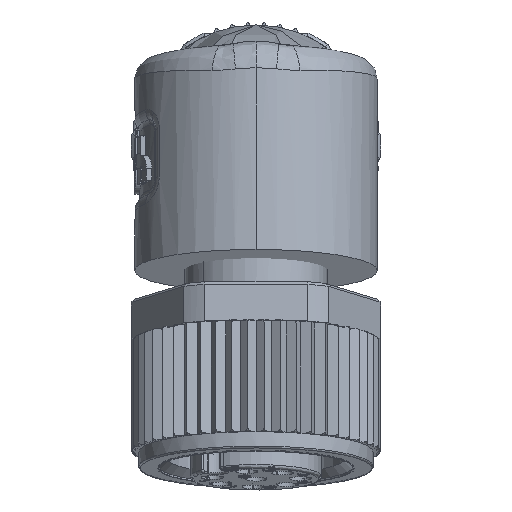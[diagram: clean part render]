
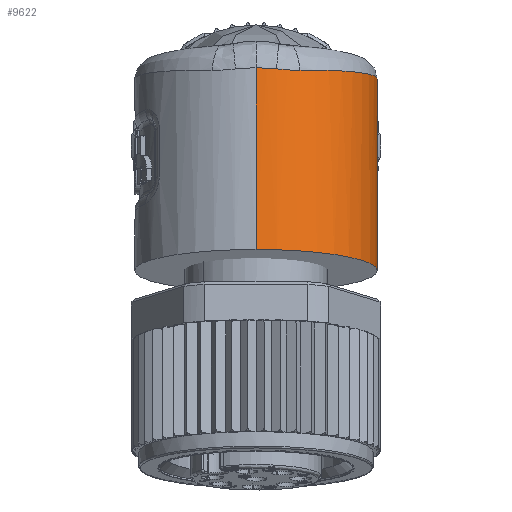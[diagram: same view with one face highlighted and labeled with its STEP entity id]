
A CAD part, front view. The second image highlights one B-rep face of the part: STEP entity #9622.
In plain terms, the highlighted cylindrical face has radius 7.5 mm (diameter 15 mm), a partial arc.
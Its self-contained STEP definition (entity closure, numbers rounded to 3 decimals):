
#9622=ADVANCED_FACE('',(#19351),#19352,.T.);
#19351=FACE_OUTER_BOUND('',#46362,.T.);
#19352=CYLINDRICAL_SURFACE('',#46363,7.5);
#46362=EDGE_LOOP('',(#76490,#76491,#76492,#76493,#76494,#76495,#76496,#76497,#76498,#76499,#76500));
#46363=AXIS2_PLACEMENT_3D('',#76501,#76502,#76503);
#76490=ORIENTED_EDGE('',*,*,#88178,.F.);
#76491=ORIENTED_EDGE('',*,*,#88182,.F.);
#76492=ORIENTED_EDGE('',*,*,#88319,.F.);
#76493=ORIENTED_EDGE('',*,*,#88320,.F.);
#76494=ORIENTED_EDGE('',*,*,#88321,.F.);
#76495=ORIENTED_EDGE('',*,*,#88184,.F.);
#76496=ORIENTED_EDGE('',*,*,#88174,.F.);
#76497=ORIENTED_EDGE('',*,*,#88322,.F.);
#76498=ORIENTED_EDGE('',*,*,#88229,.T.);
#76499=ORIENTED_EDGE('',*,*,#88323,.T.);
#76500=ORIENTED_EDGE('',*,*,#88171,.F.);
#76501=CARTESIAN_POINT('',(0.0,6.646,-7.682));
#76502=DIRECTION('',(0.0,-0.174,-0.985));
#76503=DIRECTION('',(0.0,-0.985,0.174));
#88171=EDGE_CURVE('',#104924,#104920,#104926,.T.);
#88174=EDGE_CURVE('',#104928,#104930,#104931,.T.);
#88178=EDGE_CURVE('',#104934,#104924,#104936,.T.);
#88182=EDGE_CURVE('',#104940,#104934,#104942,.T.);
#88184=EDGE_CURVE('',#104930,#104944,#104945,.T.);
#88229=EDGE_CURVE('',#105005,#105004,#105007,.T.);
#88319=EDGE_CURVE('',#105133,#104940,#105134,.T.);
#88320=EDGE_CURVE('',#105135,#105133,#105136,.T.);
#88321=EDGE_CURVE('',#104944,#105135,#105137,.T.);
#88322=EDGE_CURVE('',#105005,#104928,#105138,.T.);
#88323=EDGE_CURVE('',#105004,#104920,#105139,.T.);
#104920=VERTEX_POINT('',#137992);
#104924=VERTEX_POINT('',#138020);
#104926=B_SPLINE_CURVE_WITH_KNOTS('',3,(#138026,#138027,#138028,#138029,#138030,#138031,#138032,#138033,#138034,#138035,#138036,#138037,#138038,#138039,#138040,#138041,#138042,#138043,#138044,#138045,#138046,#138047),.UNSPECIFIED.,.F.,.F.,(4,1,1,1,1,1,1,1,1,1,1,1,1,1,1,1,1,1,1,4),(0.0,0.053,0.105,0.158,0.211,0.263,0.316,0.368,0.421,0.474,0.526,0.579,0.632,0.684,0.737,0.789,0.842,0.895,0.947,1.0),.UNSPECIFIED.);
#104928=VERTEX_POINT('',#138049);
#104930=VERTEX_POINT('',#138057);
#104931=B_SPLINE_CURVE_WITH_KNOTS('',3,(#138058,#138059,#138060,#138061,#138062,#138063,#138064,#138065),.UNSPECIFIED.,.F.,.F.,(4,1,1,1,1,4),(0.0,0.203,0.406,0.606,0.804,1.0),.UNSPECIFIED.);
#104934=VERTEX_POINT('',#138074);
#104936=B_SPLINE_CURVE_WITH_KNOTS('',3,(#138079,#138080,#138081,#138082,#138083,#138084),.UNSPECIFIED.,.F.,.F.,(4,1,1,4),(0.0,0.333,0.667,1.0),.UNSPECIFIED.);
#104940=VERTEX_POINT('',#138093);
#104942=B_SPLINE_CURVE_WITH_KNOTS('',3,(#138098,#138099,#138100,#138101,#138102,#138103),.UNSPECIFIED.,.F.,.F.,(4,1,1,4),(0.0,0.333,0.667,1.0),.UNSPECIFIED.);
#104944=VERTEX_POINT('',#138105);
#104945=B_SPLINE_CURVE_WITH_KNOTS('',3,(#138106,#138107,#138108,#138109,#138110,#138111),.UNSPECIFIED.,.F.,.F.,(4,1,1,4),(0.0,0.333,0.667,1.0),.UNSPECIFIED.);
#105004=VERTEX_POINT('',#138300);
#105005=VERTEX_POINT('',#138301);
#105007=CIRCLE('',#138303,7.5);
#105133=VERTEX_POINT('',#139014);
#105134=B_SPLINE_CURVE_WITH_KNOTS('',3,(#139015,#139016,#139017,#139018,#139019,#139020),.UNSPECIFIED.,.F.,.F.,(4,1,1,4),(0.0,0.333,0.667,1.0),.UNSPECIFIED.);
#105135=VERTEX_POINT('',#139021);
#105136=B_SPLINE_CURVE_WITH_KNOTS('',3,(#139022,#139023,#139024,#139025,#139026,#139027),.UNSPECIFIED.,.F.,.F.,(4,1,1,4),(0.0,0.333,0.667,1.0),.UNSPECIFIED.);
#105137=B_SPLINE_CURVE_WITH_KNOTS('',3,(#139028,#139029,#139030,#139031,#139032,#139033,#139034,#139035,#139036,#139037,#139038,#139039,#139040,#139041,#139042),.UNSPECIFIED.,.F.,.F.,(4,1,1,1,1,1,1,1,1,1,1,1,4),(0.0,0.083,0.167,0.25,0.333,0.417,0.5,0.583,0.667,0.75,0.833,0.917,1.0),.UNSPECIFIED.);
#105138=LINE('',#139043,#139044);
#105139=LINE('',#139045,#139046);
#137992=CARTESIAN_POINT('',(0.,14.348,-7.187));
#138020=CARTESIAN_POINT('',(6.536,11.568,-0.949));
#138026=CARTESIAN_POINT('',(6.536,11.568,-0.949));
#138027=CARTESIAN_POINT('',(6.52,11.574,-1.077));
#138028=CARTESIAN_POINT('',(6.481,11.598,-1.342));
#138029=CARTESIAN_POINT('',(6.394,11.67,-1.769));
#138030=CARTESIAN_POINT('',(6.273,11.784,-2.227));
#138031=CARTESIAN_POINT('',(6.109,11.942,-2.719));
#138032=CARTESIAN_POINT('',(5.893,12.145,-3.24));
#138033=CARTESIAN_POINT('',(5.622,12.382,-3.772));
#138034=CARTESIAN_POINT('',(5.296,12.642,-4.298));
#138035=CARTESIAN_POINT('',(4.928,12.904,-4.791));
#138036=CARTESIAN_POINT('',(4.528,13.155,-5.239));
#138037=CARTESIAN_POINT('',(4.105,13.387,-5.637));
#138038=CARTESIAN_POINT('',(3.667,13.595,-5.984));
#138039=CARTESIAN_POINT('',(3.219,13.777,-6.282));
#138040=CARTESIAN_POINT('',(2.764,13.934,-6.534));
#138041=CARTESIAN_POINT('',(2.305,14.064,-6.741));
#138042=CARTESIAN_POINT('',(1.844,14.169,-6.907));
#138043=CARTESIAN_POINT('',(1.381,14.25,-7.034));
#138044=CARTESIAN_POINT('',(0.918,14.307,-7.123));
#138045=CARTESIAN_POINT('',(0.457,14.341,-7.175));
#138046=CARTESIAN_POINT('',(0.152,14.348,-7.187));
#138047=CARTESIAN_POINT('',(0.,14.348,-7.187));
#138049=CARTESIAN_POINT('',(0.,1.239,4.847));
#138057=CARTESIAN_POINT('',(1.266,1.337,4.784));
#138058=CARTESIAN_POINT('',(0.,1.239,4.847));
#138059=CARTESIAN_POINT('',(0.086,1.239,4.847));
#138060=CARTESIAN_POINT('',(0.259,1.242,4.846));
#138061=CARTESIAN_POINT('',(0.516,1.254,4.839));
#138062=CARTESIAN_POINT('',(0.769,1.274,4.828));
#138063=CARTESIAN_POINT('',(1.019,1.302,4.81));
#138064=CARTESIAN_POINT('',(1.184,1.325,4.794));
#138065=CARTESIAN_POINT('',(1.266,1.337,4.784));
#138074=CARTESIAN_POINT('',(6.569,11.604,-0.401));
#138079=CARTESIAN_POINT('',(6.569,11.604,-0.401));
#138080=CARTESIAN_POINT('',(6.569,11.594,-0.458));
#138081=CARTESIAN_POINT('',(6.568,11.576,-0.576));
#138082=CARTESIAN_POINT('',(6.557,11.563,-0.758));
#138083=CARTESIAN_POINT('',(6.544,11.565,-0.885));
#138084=CARTESIAN_POINT('',(6.536,11.568,-0.949));
#138093=CARTESIAN_POINT('',(6.561,11.795,0.599));
#138098=CARTESIAN_POINT('',(6.561,11.795,0.599));
#138099=CARTESIAN_POINT('',(6.562,11.774,0.488));
#138100=CARTESIAN_POINT('',(6.564,11.732,0.266));
#138101=CARTESIAN_POINT('',(6.567,11.667,-0.067));
#138102=CARTESIAN_POINT('',(6.568,11.625,-0.29));
#138103=CARTESIAN_POINT('',(6.569,11.604,-0.401));
#138105=CARTESIAN_POINT('',(2.72,1.732,4.701));
#138106=CARTESIAN_POINT('',(1.266,1.337,4.784));
#138107=CARTESIAN_POINT('',(1.44,1.364,4.765));
#138108=CARTESIAN_POINT('',(1.781,1.43,4.731));
#138109=CARTESIAN_POINT('',(2.267,1.564,4.702));
#138110=CARTESIAN_POINT('',(2.572,1.673,4.699));
#138111=CARTESIAN_POINT('',(2.72,1.732,4.701));
#138300=CARTESIAN_POINT('',(0.,14.032,-8.984));
#138301=CARTESIAN_POINT('',(0.0,-0.741,-6.379));
#138303=AXIS2_PLACEMENT_3D('',#152343,#152344,#152345);
#139014=CARTESIAN_POINT('',(6.507,12.012,1.274));
#139015=CARTESIAN_POINT('',(6.507,12.012,1.274));
#139016=CARTESIAN_POINT('',(6.519,11.977,1.194));
#139017=CARTESIAN_POINT('',(6.539,11.913,1.038));
#139018=CARTESIAN_POINT('',(6.556,11.841,0.812));
#139019=CARTESIAN_POINT('',(6.561,11.808,0.669));
#139020=CARTESIAN_POINT('',(6.561,11.795,0.599));
#139021=CARTESIAN_POINT('',(5.818,13.425,3.511));
#139022=CARTESIAN_POINT('',(5.818,13.425,3.511));
#139023=CARTESIAN_POINT('',(5.945,13.22,3.248));
#139024=CARTESIAN_POINT('',(6.158,12.838,2.731));
#139025=CARTESIAN_POINT('',(6.378,12.363,1.986));
#139026=CARTESIAN_POINT('',(6.471,12.117,1.509));
#139027=CARTESIAN_POINT('',(6.507,12.012,1.274));
#139028=CARTESIAN_POINT('',(2.72,1.732,4.701));
#139029=CARTESIAN_POINT('',(3.086,1.877,4.707));
#139030=CARTESIAN_POINT('',(3.796,2.226,4.71));
#139031=CARTESIAN_POINT('',(4.763,2.904,4.689));
#139032=CARTESIAN_POINT('',(5.613,3.722,4.644));
#139033=CARTESIAN_POINT('',(6.321,4.651,4.577));
#139034=CARTESIAN_POINT('',(6.89,5.702,4.488));
#139035=CARTESIAN_POINT('',(7.282,6.819,4.381));
#139036=CARTESIAN_POINT('',(7.492,7.984,4.257));
#139037=CARTESIAN_POINT('',(7.52,9.138,4.124));
#139038=CARTESIAN_POINT('',(7.361,10.32,3.976));
#139039=CARTESIAN_POINT('',(7.019,11.445,3.823));
#139040=CARTESIAN_POINT('',(6.508,12.494,3.667));
#139041=CARTESIAN_POINT('',(6.063,13.128,3.563));
#139042=CARTESIAN_POINT('',(5.818,13.425,3.511));
#139043=CARTESIAN_POINT('',(0.0,-0.741,-6.379));
#139044=VECTOR('',#152365,11.4);
#139045=CARTESIAN_POINT('',(0.,14.032,-8.984));
#139046=VECTOR('',#152366,1.825);
#152343=CARTESIAN_POINT('',(0.0,6.646,-7.682));
#152344=DIRECTION('',(0.0,0.174,0.985));
#152345=DIRECTION('',(0.0,-0.985,0.174));
#152365=DIRECTION('',(0.,0.174,0.985));
#152366=DIRECTION('',(0.,0.174,0.985));
